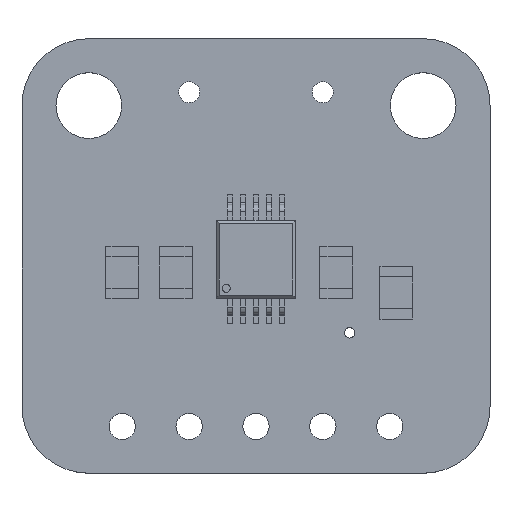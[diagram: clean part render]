
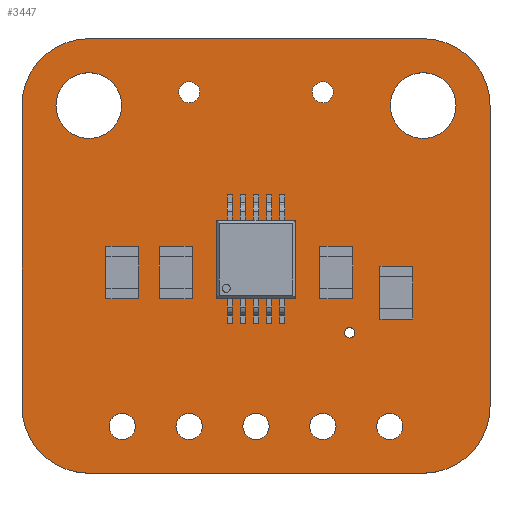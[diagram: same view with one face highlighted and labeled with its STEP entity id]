
A CAD part, top view. The second image highlights one B-rep face of the part: STEP entity #3447.
In plain terms, the highlighted planar face has unit normal (0, 0, 1).
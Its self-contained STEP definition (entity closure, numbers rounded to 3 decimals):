
#48=FACE_BOUND('',#403,.T.);
#49=FACE_BOUND('',#404,.T.);
#50=FACE_BOUND('',#405,.T.);
#51=FACE_BOUND('',#406,.T.);
#52=FACE_BOUND('',#407,.T.);
#53=FACE_BOUND('',#408,.T.);
#54=FACE_BOUND('',#409,.T.);
#55=FACE_BOUND('',#410,.T.);
#56=FACE_BOUND('',#411,.T.);
#57=FACE_BOUND('',#412,.T.);
#58=FACE_BOUND('',#413,.T.);
#59=FACE_BOUND('',#414,.T.);
#87=PLANE('',#3697);
#224=FACE_OUTER_BOUND('',#402,.T.);
#402=EDGE_LOOP('',(#2319,#2320,#2321,#2322,#2323,#2324,#2325,#2326));
#403=EDGE_LOOP('',(#2327));
#404=EDGE_LOOP('',(#2328));
#405=EDGE_LOOP('',(#2329));
#406=EDGE_LOOP('',(#2330));
#407=EDGE_LOOP('',(#2331));
#408=EDGE_LOOP('',(#2332));
#409=EDGE_LOOP('',(#2333));
#410=EDGE_LOOP('',(#2334));
#411=EDGE_LOOP('',(#2335));
#412=EDGE_LOOP('',(#2336));
#413=EDGE_LOOP('',(#2337));
#414=EDGE_LOOP('',(#2338));
#609=LINE('',#5004,#974);
#613=LINE('',#5016,#978);
#617=LINE('',#5028,#982);
#621=LINE('',#5040,#986);
#974=VECTOR('',#4041,10.);
#978=VECTOR('',#4053,10.);
#982=VECTOR('',#4065,10.);
#986=VECTOR('',#4077,10.);
#1326=CIRCLE('',#3647,0.5);
#1328=CIRCLE('',#3650,0.5);
#1330=CIRCLE('',#3653,1.25);
#1332=CIRCLE('',#3656,1.25);
#1334=CIRCLE('',#3659,0.197);
#1336=CIRCLE('',#3662,0.4);
#1338=CIRCLE('',#3665,0.197);
#1340=CIRCLE('',#3668,0.2);
#1342=CIRCLE('',#3671,0.4);
#1344=CIRCLE('',#3674,0.5);
#1346=CIRCLE('',#3677,0.5);
#1348=CIRCLE('',#3680,0.5);
#1350=CIRCLE('',#3684,2.54);
#1352=CIRCLE('',#3688,2.54);
#1354=CIRCLE('',#3692,2.54);
#1356=CIRCLE('',#3696,2.54);
#1441=VERTEX_POINT('',#4928);
#1443=VERTEX_POINT('',#4934);
#1445=VERTEX_POINT('',#4940);
#1447=VERTEX_POINT('',#4946);
#1449=VERTEX_POINT('',#4952);
#1451=VERTEX_POINT('',#4958);
#1453=VERTEX_POINT('',#4964);
#1455=VERTEX_POINT('',#4970);
#1457=VERTEX_POINT('',#4976);
#1459=VERTEX_POINT('',#4982);
#1461=VERTEX_POINT('',#4988);
#1463=VERTEX_POINT('',#4994);
#1466=VERTEX_POINT('',#5001);
#1467=VERTEX_POINT('',#5003);
#1469=VERTEX_POINT('',#5009);
#1471=VERTEX_POINT('',#5015);
#1473=VERTEX_POINT('',#5021);
#1475=VERTEX_POINT('',#5027);
#1477=VERTEX_POINT('',#5033);
#1479=VERTEX_POINT('',#5039);
#1761=EDGE_CURVE('',#1441,#1441,#1326,.T.);
#1764=EDGE_CURVE('',#1443,#1443,#1328,.T.);
#1767=EDGE_CURVE('',#1445,#1445,#1330,.T.);
#1770=EDGE_CURVE('',#1447,#1447,#1332,.T.);
#1773=EDGE_CURVE('',#1449,#1449,#1334,.T.);
#1776=EDGE_CURVE('',#1451,#1451,#1336,.T.);
#1779=EDGE_CURVE('',#1453,#1453,#1338,.T.);
#1782=EDGE_CURVE('',#1455,#1455,#1340,.T.);
#1785=EDGE_CURVE('',#1457,#1457,#1342,.T.);
#1788=EDGE_CURVE('',#1459,#1459,#1344,.T.);
#1791=EDGE_CURVE('',#1461,#1461,#1346,.T.);
#1794=EDGE_CURVE('',#1463,#1463,#1348,.T.);
#1797=EDGE_CURVE('',#1467,#1466,#609,.T.);
#1800=EDGE_CURVE('',#1469,#1467,#1350,.T.);
#1803=EDGE_CURVE('',#1471,#1469,#613,.T.);
#1806=EDGE_CURVE('',#1473,#1471,#1352,.T.);
#1809=EDGE_CURVE('',#1475,#1473,#617,.T.);
#1812=EDGE_CURVE('',#1477,#1475,#1354,.T.);
#1815=EDGE_CURVE('',#1479,#1477,#621,.T.);
#1818=EDGE_CURVE('',#1466,#1479,#1356,.T.);
#2319=ORIENTED_EDGE('',*,*,#1818,.T.);
#2320=ORIENTED_EDGE('',*,*,#1815,.T.);
#2321=ORIENTED_EDGE('',*,*,#1812,.T.);
#2322=ORIENTED_EDGE('',*,*,#1809,.T.);
#2323=ORIENTED_EDGE('',*,*,#1806,.T.);
#2324=ORIENTED_EDGE('',*,*,#1803,.T.);
#2325=ORIENTED_EDGE('',*,*,#1800,.T.);
#2326=ORIENTED_EDGE('',*,*,#1797,.T.);
#2327=ORIENTED_EDGE('',*,*,#1761,.T.);
#2328=ORIENTED_EDGE('',*,*,#1764,.T.);
#2329=ORIENTED_EDGE('',*,*,#1767,.T.);
#2330=ORIENTED_EDGE('',*,*,#1770,.T.);
#2331=ORIENTED_EDGE('',*,*,#1773,.T.);
#2332=ORIENTED_EDGE('',*,*,#1776,.T.);
#2333=ORIENTED_EDGE('',*,*,#1779,.T.);
#2334=ORIENTED_EDGE('',*,*,#1782,.T.);
#2335=ORIENTED_EDGE('',*,*,#1785,.T.);
#2336=ORIENTED_EDGE('',*,*,#1788,.T.);
#2337=ORIENTED_EDGE('',*,*,#1791,.T.);
#2338=ORIENTED_EDGE('',*,*,#1794,.T.);
#3447=ADVANCED_FACE('',(#224,#48,#49,#50,#51,#52,#53,#54,#55,#56,#57,#58,
#59),#87,.T.);
#3647=AXIS2_PLACEMENT_3D('',#4930,#3958,#3959);
#3650=AXIS2_PLACEMENT_3D('',#4936,#3965,#3966);
#3653=AXIS2_PLACEMENT_3D('',#4942,#3972,#3973);
#3656=AXIS2_PLACEMENT_3D('',#4948,#3979,#3980);
#3659=AXIS2_PLACEMENT_3D('',#4954,#3986,#3987);
#3662=AXIS2_PLACEMENT_3D('',#4960,#3993,#3994);
#3665=AXIS2_PLACEMENT_3D('',#4966,#4000,#4001);
#3668=AXIS2_PLACEMENT_3D('',#4972,#4007,#4008);
#3671=AXIS2_PLACEMENT_3D('',#4978,#4014,#4015);
#3674=AXIS2_PLACEMENT_3D('',#4984,#4021,#4022);
#3677=AXIS2_PLACEMENT_3D('',#4990,#4028,#4029);
#3680=AXIS2_PLACEMENT_3D('',#4996,#4035,#4036);
#3684=AXIS2_PLACEMENT_3D('',#5010,#4047,#4048);
#3688=AXIS2_PLACEMENT_3D('',#5022,#4059,#4060);
#3692=AXIS2_PLACEMENT_3D('',#5034,#4071,#4072);
#3696=AXIS2_PLACEMENT_3D('',#5044,#4083,#4084);
#3697=AXIS2_PLACEMENT_3D('',#5045,#4085,#4086);
#3958=DIRECTION('center_axis',(0.,0.,-1.));
#3959=DIRECTION('ref_axis',(1.,0.,0.));
#3965=DIRECTION('center_axis',(0.,0.,-1.));
#3966=DIRECTION('ref_axis',(1.,0.,0.));
#3972=DIRECTION('center_axis',(0.,0.,-1.));
#3973=DIRECTION('ref_axis',(1.,0.,0.));
#3979=DIRECTION('center_axis',(0.,0.,-1.));
#3980=DIRECTION('ref_axis',(1.,0.,0.));
#3986=DIRECTION('center_axis',(0.,0.,-1.));
#3987=DIRECTION('ref_axis',(1.,0.,0.));
#3993=DIRECTION('center_axis',(0.,0.,-1.));
#3994=DIRECTION('ref_axis',(1.,0.,0.));
#4000=DIRECTION('center_axis',(0.,0.,-1.));
#4001=DIRECTION('ref_axis',(1.,0.,0.));
#4007=DIRECTION('center_axis',(0.,0.,-1.));
#4008=DIRECTION('ref_axis',(1.,0.,0.));
#4014=DIRECTION('center_axis',(0.,0.,-1.));
#4015=DIRECTION('ref_axis',(1.,0.,0.));
#4021=DIRECTION('center_axis',(0.,0.,-1.));
#4022=DIRECTION('ref_axis',(1.,0.,0.));
#4028=DIRECTION('center_axis',(0.,0.,-1.));
#4029=DIRECTION('ref_axis',(1.,0.,0.));
#4035=DIRECTION('center_axis',(0.,0.,-1.));
#4036=DIRECTION('ref_axis',(1.,0.,0.));
#4041=DIRECTION('',(-1.,0.,0.));
#4047=DIRECTION('center_axis',(0.,0.,1.));
#4048=DIRECTION('ref_axis',(1.,0.,0.));
#4053=DIRECTION('',(0.,1.,0.));
#4059=DIRECTION('center_axis',(0.,0.,1.));
#4060=DIRECTION('ref_axis',(0.,-1.,0.));
#4065=DIRECTION('',(1.,0.,0.));
#4071=DIRECTION('center_axis',(0.,0.,1.));
#4072=DIRECTION('ref_axis',(-1.,0.,0.));
#4077=DIRECTION('',(0.,-1.,0.));
#4083=DIRECTION('center_axis',(0.,0.,1.));
#4084=DIRECTION('ref_axis',(0.,1.,0.));
#4085=DIRECTION('center_axis',(0.,0.,1.));
#4086=DIRECTION('ref_axis',(1.,0.,0.));
#4928=CARTESIAN_POINT('',(10.93,1.778,1.57));
#4930=CARTESIAN_POINT('Origin',(11.43,1.778,1.57));
#4934=CARTESIAN_POINT('',(5.85,1.778,1.57));
#4936=CARTESIAN_POINT('Origin',(6.35,1.778,1.57));
#4940=CARTESIAN_POINT('',(13.99,13.97,1.57));
#4942=CARTESIAN_POINT('Origin',(15.24,13.97,1.57));
#4946=CARTESIAN_POINT('',(1.29,13.97,1.57));
#4948=CARTESIAN_POINT('Origin',(2.54,13.97,1.57));
#4952=CARTESIAN_POINT('',(8.693,8.636,1.57));
#4954=CARTESIAN_POINT('Origin',(8.89,8.636,1.57));
#4958=CARTESIAN_POINT('',(5.95,14.478,1.57));
#4960=CARTESIAN_POINT('Origin',(6.35,14.478,1.57));
#4964=CARTESIAN_POINT('',(12.249,5.334,1.57));
#4966=CARTESIAN_POINT('Origin',(12.446,5.334,1.57));
#4970=CARTESIAN_POINT('',(8.69,7.62,1.57));
#4972=CARTESIAN_POINT('Origin',(8.89,7.62,1.57));
#4976=CARTESIAN_POINT('',(11.03,14.478,1.57));
#4978=CARTESIAN_POINT('Origin',(11.43,14.478,1.57));
#4982=CARTESIAN_POINT('',(3.31,1.778,1.57));
#4984=CARTESIAN_POINT('Origin',(3.81,1.778,1.57));
#4988=CARTESIAN_POINT('',(8.39,1.778,1.57));
#4990=CARTESIAN_POINT('Origin',(8.89,1.778,1.57));
#4994=CARTESIAN_POINT('',(13.47,1.778,1.57));
#4996=CARTESIAN_POINT('Origin',(13.97,1.778,1.57));
#5001=CARTESIAN_POINT('',(2.54,16.51,1.57));
#5003=CARTESIAN_POINT('',(15.24,16.51,1.57));
#5004=CARTESIAN_POINT('',(2.54,16.51,1.57));
#5009=CARTESIAN_POINT('',(17.78,13.97,1.57));
#5010=CARTESIAN_POINT('Origin',(15.24,13.97,1.57));
#5015=CARTESIAN_POINT('',(17.78,2.54,1.57));
#5016=CARTESIAN_POINT('',(17.78,13.97,1.57));
#5021=CARTESIAN_POINT('',(15.24,0.,1.57));
#5022=CARTESIAN_POINT('Origin',(15.24,2.54,1.57));
#5027=CARTESIAN_POINT('',(2.54,0.,1.57));
#5028=CARTESIAN_POINT('',(15.24,0.,1.57));
#5033=CARTESIAN_POINT('',(0.,2.54,1.57));
#5034=CARTESIAN_POINT('Origin',(2.54,2.54,1.57));
#5039=CARTESIAN_POINT('',(0.,13.97,1.57));
#5040=CARTESIAN_POINT('',(0.,2.54,1.57));
#5044=CARTESIAN_POINT('Origin',(2.54,13.97,1.57));
#5045=CARTESIAN_POINT('Origin',(8.89,8.255,1.57));
